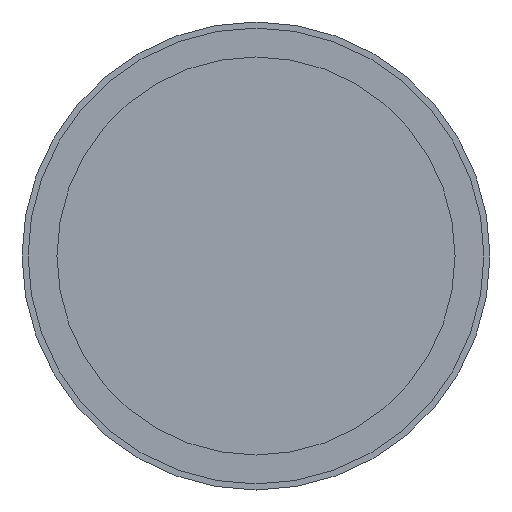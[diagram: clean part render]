
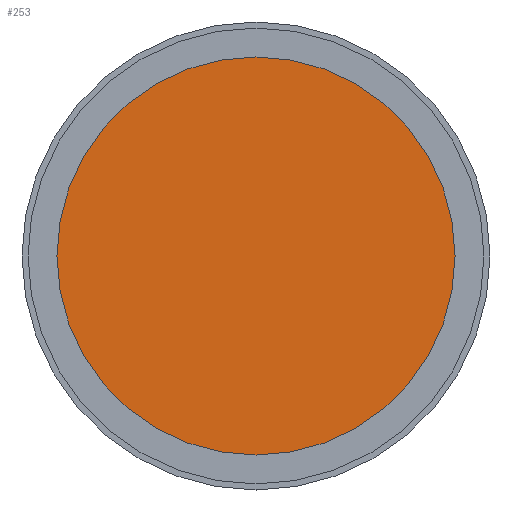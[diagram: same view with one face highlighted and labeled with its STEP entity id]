
A CAD part, left-side view. The second image highlights one B-rep face of the part: STEP entity #253.
In plain terms, the highlighted planar face has unit normal (-1, 0, 0).
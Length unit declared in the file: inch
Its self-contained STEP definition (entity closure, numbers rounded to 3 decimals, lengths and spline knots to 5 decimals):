
#253 = ADVANCED_FACE ( 'NONE', ( #1154 ), #1599, .F. ) ;
#405 = AXIS2_PLACEMENT_3D ( 'NONE', #1474, #1846, #741 ) ;
#542 = CARTESIAN_POINT ( 'NONE',  ( -0.05866, 0., 0. ) ) ;
#557 = AXIS2_PLACEMENT_3D ( 'NONE', #723, #708, #1809 ) ;
#590 = VERTEX_POINT ( 'NONE', #873 ) ;
#680 = EDGE_CURVE ( 'NONE', #1822, #590, #877, .T. ) ;
#708 = DIRECTION ( 'NONE',  ( -1., 0., 0. ) ) ;
#723 = CARTESIAN_POINT ( 'NONE',  ( -0.05866, 0., 0. ) ) ;
#741 = DIRECTION ( 'NONE',  ( 0., 0., -1. ) ) ;
#873 = CARTESIAN_POINT ( 'NONE',  ( -0.05866, 0., -0.64961 ) ) ;
#877 = CIRCLE ( 'NONE', #405, 0.64961 ) ;
#1133 = ORIENTED_EDGE ( 'NONE', *, *, #680, .T. ) ;
#1154 = FACE_OUTER_BOUND ( 'NONE', #1274, .T. ) ;
#1186 = AXIS2_PLACEMENT_3D ( 'NONE', #542, #1452, #2195 ) ;
#1274 = EDGE_LOOP ( 'NONE', ( #1554, #1133 ) ) ;
#1452 = DIRECTION ( 'NONE',  ( 1., 0., 0. ) ) ;
#1474 = CARTESIAN_POINT ( 'NONE',  ( -0.05866, 0., 0. ) ) ;
#1475 = CARTESIAN_POINT ( 'NONE',  ( -0.05866, 0., 0.64961 ) ) ;
#1512 = CIRCLE ( 'NONE', #557, 0.64961 ) ;
#1554 = ORIENTED_EDGE ( 'NONE', *, *, #2107, .T. ) ;
#1599 = PLANE ( 'NONE',  #1186 ) ;
#1809 = DIRECTION ( 'NONE',  ( 0., 0., -1. ) ) ;
#1822 = VERTEX_POINT ( 'NONE', #1475 ) ;
#1846 = DIRECTION ( 'NONE',  ( -1., 0., 0. ) ) ;
#2107 = EDGE_CURVE ( 'NONE', #590, #1822, #1512, .T. ) ;
#2195 = DIRECTION ( 'NONE',  ( 0., 0., -1. ) ) ;
